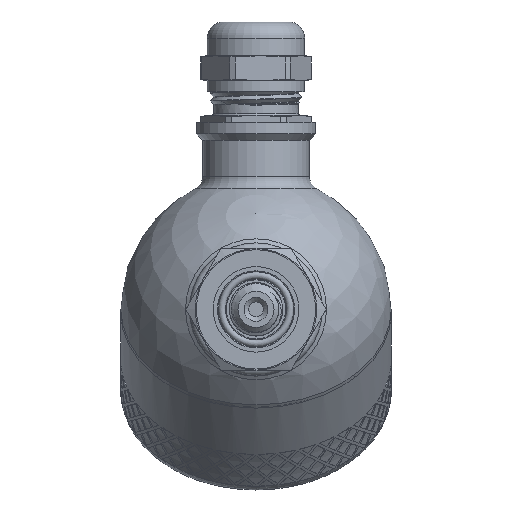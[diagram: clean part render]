
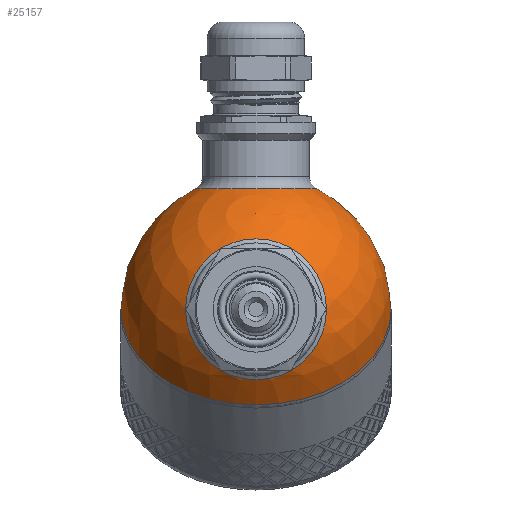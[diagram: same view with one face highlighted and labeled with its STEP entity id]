
A CAD part, left-side view. The second image highlights one B-rep face of the part: STEP entity #25157.
In plain terms, the highlighted spherical face has radius 30 mm.
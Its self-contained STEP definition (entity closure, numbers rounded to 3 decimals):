
#136=SPHERICAL_SURFACE('',#26769,30.);
#250=FACE_BOUND('',#3766,.T.);
#251=FACE_BOUND('',#3767,.T.);
#2111=FACE_OUTER_BOUND('',#3765,.T.);
#3765=EDGE_LOOP('',(#18227,#18228,#18229,#18230));
#3766=EDGE_LOOP('',(#18231));
#3767=EDGE_LOOP('',(#18232));
#5294=CIRCLE('',#26691,30.);
#5295=CIRCLE('',#26692,30.);
#5322=CIRCLE('',#26765,13.5);
#5325=CIRCLE('',#26770,30.);
#5326=CIRCLE('',#26771,15.643);
#9787=VERTEX_POINT('',#33110);
#9788=VERTEX_POINT('',#33112);
#10287=VERTEX_POINT('',#39499);
#10289=VERTEX_POINT('',#39506);
#10290=VERTEX_POINT('',#39508);
#12501=EDGE_CURVE('',#9787,#9788,#5294,.T.);
#12502=EDGE_CURVE('',#9788,#9787,#5295,.T.);
#13253=EDGE_CURVE('',#10287,#10287,#5322,.T.);
#13256=EDGE_CURVE('',#9788,#10289,#5325,.T.);
#13257=EDGE_CURVE('',#10290,#10290,#5326,.T.);
#18227=ORIENTED_EDGE('',*,*,#12502,.F.);
#18228=ORIENTED_EDGE('',*,*,#13256,.T.);
#18229=ORIENTED_EDGE('',*,*,#13256,.F.);
#18230=ORIENTED_EDGE('',*,*,#12501,.F.);
#18231=ORIENTED_EDGE('',*,*,#13257,.F.);
#18232=ORIENTED_EDGE('',*,*,#13253,.F.);
#25157=ADVANCED_FACE('',(#2111,#250,#251),#136,.T.);
#26691=AXIS2_PLACEMENT_3D('',#33113,#28153,#28154);
#26692=AXIS2_PLACEMENT_3D('',#33114,#28155,#28156);
#26765=AXIS2_PLACEMENT_3D('',#39500,#28565,#28566);
#26769=AXIS2_PLACEMENT_3D('',#39505,#28573,#28574);
#26770=AXIS2_PLACEMENT_3D('',#39507,#28575,#28576);
#26771=AXIS2_PLACEMENT_3D('',#39509,#28577,#28578);
#28153=DIRECTION('center_axis',(1.,0.,0.));
#28154=DIRECTION('ref_axis',(0.,1.,0.));
#28155=DIRECTION('center_axis',(1.,0.,0.));
#28156=DIRECTION('ref_axis',(0.,1.,0.));
#28565=DIRECTION('center_axis',(-0.707,0.,-0.707));
#28566=DIRECTION('ref_axis',(-0.707,0.,0.707));
#28573=DIRECTION('center_axis',(1.,0.,0.));
#28574=DIRECTION('ref_axis',(0.,-1.,0.));
#28575=DIRECTION('center_axis',(0.,0.,1.));
#28576=DIRECTION('ref_axis',(0.,1.,0.));
#28577=DIRECTION('center_axis',(-0.707,0.,0.707));
#28578=DIRECTION('ref_axis',(0.707,0.,0.707));
#33110=CARTESIAN_POINT('',(0.,-30.,0.));
#33112=CARTESIAN_POINT('',(0.,30.,0.));
#33113=CARTESIAN_POINT('Origin',(0.,0.,0.));
#33114=CARTESIAN_POINT('Origin',(0.,0.,0.));
#39499=CARTESIAN_POINT('',(-9.398,0.,-28.49));
#39500=CARTESIAN_POINT('Origin',(-18.944,0.,-18.944));
#39505=CARTESIAN_POINT('Origin',(0.,0.,0.));
#39506=CARTESIAN_POINT('',(-30.,0.,0.));
#39507=CARTESIAN_POINT('Origin',(0.,0.,0.));
#39508=CARTESIAN_POINT('',(-29.162,0.,7.04));
#39509=CARTESIAN_POINT('Origin',(-18.101,0.,18.101));
